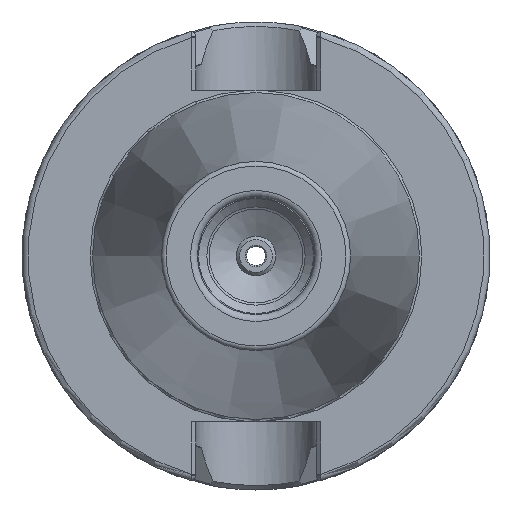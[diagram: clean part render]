
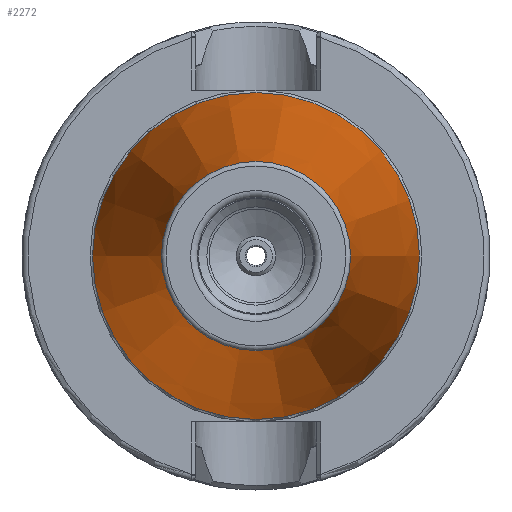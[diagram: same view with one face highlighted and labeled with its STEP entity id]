
A CAD part, left-side view. The second image highlights one B-rep face of the part: STEP entity #2272.
In plain terms, the highlighted conical face has half-angle 8.297 degrees and reference radius 27.564 mm.
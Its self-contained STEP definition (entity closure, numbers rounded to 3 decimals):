
#337=FACE_OUTER_BOUND('',#478,.T.);
#478=EDGE_LOOP('',(#1862,#1863,#1864,#1865,#1866));
#606=LINE('',#4532,#719);
#719=VECTOR('',#3039,27.564);
#838=CIRCLE('',#2557,20.204);
#839=CIRCLE('',#2558,20.204);
#841=CIRCLE('',#2561,34.925);
#1024=VERTEX_POINT('',#4524);
#1025=VERTEX_POINT('',#4525);
#1026=VERTEX_POINT('',#4530);
#1318=EDGE_CURVE('',#1024,#1025,#838,.T.);
#1319=EDGE_CURVE('',#1025,#1024,#839,.T.);
#1321=EDGE_CURVE('',#1026,#1026,#841,.T.);
#1322=EDGE_CURVE('',#1026,#1024,#606,.T.);
#1862=ORIENTED_EDGE('',*,*,#1321,.F.);
#1863=ORIENTED_EDGE('',*,*,#1322,.T.);
#1864=ORIENTED_EDGE('',*,*,#1318,.T.);
#1865=ORIENTED_EDGE('',*,*,#1319,.T.);
#1866=ORIENTED_EDGE('',*,*,#1322,.F.);
#2183=CONICAL_SURFACE('',#2560,27.564,0.145);
#2272=ADVANCED_FACE('',(#337),#2183,.T.);
#2557=AXIS2_PLACEMENT_3D('',#4526,#3029,#3030);
#2558=AXIS2_PLACEMENT_3D('',#4527,#3031,#3032);
#2560=AXIS2_PLACEMENT_3D('',#4529,#3035,#3036);
#2561=AXIS2_PLACEMENT_3D('',#4531,#3037,#3038);
#3029=DIRECTION('center_axis',(1.,0.,0.));
#3030=DIRECTION('ref_axis',(0.,0.,-1.));
#3031=DIRECTION('center_axis',(1.,0.,0.));
#3032=DIRECTION('ref_axis',(0.,0.,-1.));
#3035=DIRECTION('center_axis',(1.,0.,0.));
#3036=DIRECTION('ref_axis',(0.,1.,0.));
#3037=DIRECTION('center_axis',(1.,0.,0.));
#3038=DIRECTION('ref_axis',(0.,0.,-1.));
#3039=DIRECTION('',(-0.99,0.144,0.));
#4524=CARTESIAN_POINT('',(-100.944,-20.204,0.));
#4525=CARTESIAN_POINT('',(-100.944,0.,20.204));
#4526=CARTESIAN_POINT('Origin',(-100.944,0.,
0.));
#4527=CARTESIAN_POINT('Origin',(-100.944,0.,
0.));
#4529=CARTESIAN_POINT('Origin',(-50.472,0.,
0.));
#4530=CARTESIAN_POINT('',(0.,-34.925,0.));
#4531=CARTESIAN_POINT('Origin',(0.,0.,
0.));
#4532=CARTESIAN_POINT('',(-50.472,-27.564,0.));
